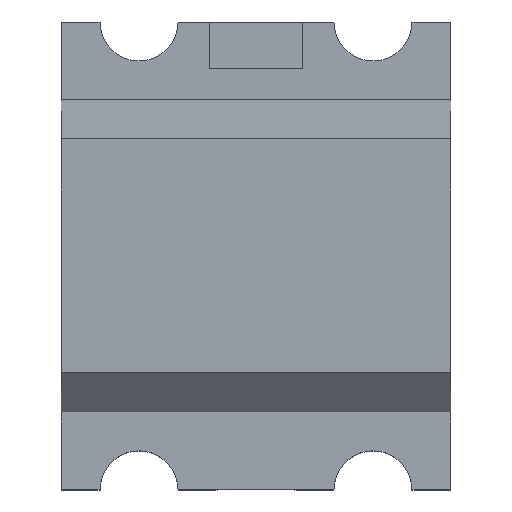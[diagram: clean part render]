
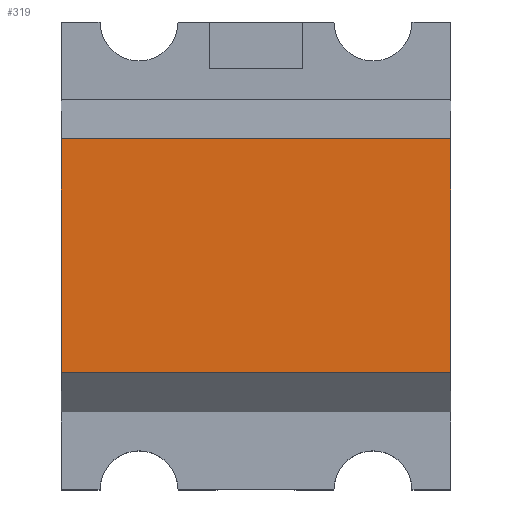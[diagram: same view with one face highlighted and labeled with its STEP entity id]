
A CAD part, top view. The second image highlights one B-rep face of the part: STEP entity #319.
In plain terms, the highlighted planar face has unit normal (0, 0, 1).
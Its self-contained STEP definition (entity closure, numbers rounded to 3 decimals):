
#319=ADVANCED_FACE('',(#567),#569,.T.);
#567=FACE_BOUND('',#568,.T.);
#568=EDGE_LOOP('',(#772,#773,#774,#775));
#569=PLANE('',#570);
#570=AXIS2_PLACEMENT_3D('',#571,#572,#573);
#571=CARTESIAN_POINT('',(0.,0.,1.1));
#572=DIRECTION('',(0.,0.,1.));
#573=DIRECTION('',(1.,0.,0.));
#772=ORIENTED_EDGE('',*,*,#855,.T.);
#773=ORIENTED_EDGE('',*,*,#854,.T.);
#774=ORIENTED_EDGE('',*,*,#886,.T.);
#775=ORIENTED_EDGE('',*,*,#857,.T.);
#854=EDGE_CURVE('',#983,#994,#996,.T.);
#855=EDGE_CURVE('',#997,#983,#998,.T.);
#857=EDGE_CURVE('',#1000,#997,#1001,.T.);
#886=EDGE_CURVE('',#994,#1000,#1045,.T.);
#983=VERTEX_POINT('',#1253);
#994=VERTEX_POINT('',#1276);
#996=LINE('',#1280,#1281);
#997=VERTEX_POINT('',#1283);
#998=LINE('',#1284,#1285);
#1000=VERTEX_POINT('',#1290);
#1001=LINE('',#1291,#1292);
#1045=LINE('',#1396,#1397);
#1253=CARTESIAN_POINT('',(0.,2.25,1.1));
#1276=CARTESIAN_POINT('',(0.,0.75,1.1));
#1280=CARTESIAN_POINT('',(0.,2.25,1.1));
#1281=VECTOR('',#1282,1.);
#1282=DIRECTION('',(0.,-1.,0.));
#1283=CARTESIAN_POINT('',(2.5,2.25,1.1));
#1284=CARTESIAN_POINT('',(2.5,2.25,1.1));
#1285=VECTOR('',#1286,1.);
#1286=DIRECTION('',(-1.,0.,0.));
#1290=CARTESIAN_POINT('',(2.5,0.75,1.1));
#1291=CARTESIAN_POINT('',(2.5,0.75,1.1));
#1292=VECTOR('',#1293,1.);
#1293=DIRECTION('',(0.,1.,0.));
#1396=CARTESIAN_POINT('',(0.,0.75,1.1));
#1397=VECTOR('',#1398,1.);
#1398=DIRECTION('',(1.,0.,0.));
